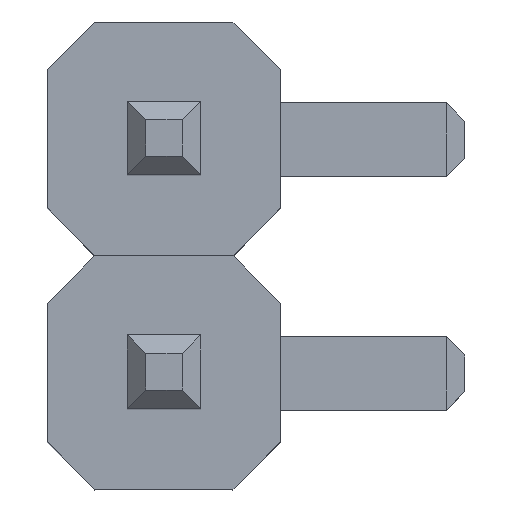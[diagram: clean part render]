
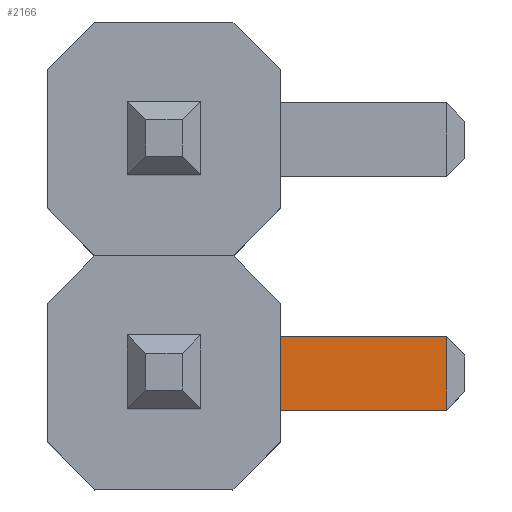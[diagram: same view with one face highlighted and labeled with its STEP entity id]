
A CAD part, top view. The second image highlights one B-rep face of the part: STEP entity #2166.
In plain terms, the highlighted planar face has unit normal (0, 0, 1).
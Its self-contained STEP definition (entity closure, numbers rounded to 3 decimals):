
#1331 = CYLINDRICAL_SURFACE('',#1332,0.5);
#1332 = AXIS2_PLACEMENT_3D('',#1333,#1334,#1335);
#1333 = CARTESIAN_POINT('',(0.9,-2.14,-1.04));
#1334 = DIRECTION('',(0.,-1.,0.));
#1335 = DIRECTION('',(-1.,0.,0.));
#1359 = PLANE('',#1360);
#1360 = AXIS2_PLACEMENT_3D('',#1361,#1362,#1363);
#1361 = CARTESIAN_POINT('',(0.,-2.14,-2.34));
#1362 = DIRECTION('',(0.,1.,0.));
#1363 = DIRECTION('',(0.,0.,1.));
#1625 = VERTEX_POINT('',#1626);
#1626 = CARTESIAN_POINT('',(0.9,-2.14,-1.54));
#1652 = EDGE_CURVE('',#1625,#1653,#1655,.T.);
#1653 = VERTEX_POINT('',#1654);
#1654 = CARTESIAN_POINT('',(0.9,-2.94,-1.54));
#1655 = SURFACE_CURVE('',#1656,(#1660,#1667),.PCURVE_S1.);
#1656 = LINE('',#1657,#1658);
#1657 = CARTESIAN_POINT('',(0.9,-2.14,-1.54));
#1658 = VECTOR('',#1659,1.);
#1659 = DIRECTION('',(0.,-1.,0.));
#1660 = PCURVE('',#1331,#1661);
#1661 = DEFINITIONAL_REPRESENTATION('',(#1662),#1666);
#1662 = LINE('',#1663,#1664);
#1663 = CARTESIAN_POINT('',(1.571,0.));
#1664 = VECTOR('',#1665,1.);
#1665 = DIRECTION('',(0.,1.));
#1666 = ( GEOMETRIC_REPRESENTATION_CONTEXT(2) 
PARAMETRIC_REPRESENTATION_CONTEXT() REPRESENTATION_CONTEXT('2D SPACE',''
  ) );
#1667 = PCURVE('',#1668,#1673);
#1668 = PLANE('',#1669);
#1669 = AXIS2_PLACEMENT_3D('',#1670,#1671,#1672);
#1670 = CARTESIAN_POINT('',(0.,-2.14,-1.54));
#1671 = DIRECTION('',(0.,0.,1.));
#1672 = DIRECTION('',(0.,-1.,0.));
#1673 = DEFINITIONAL_REPRESENTATION('',(#1674),#1678);
#1674 = LINE('',#1675,#1676);
#1675 = CARTESIAN_POINT('',(0.,0.9));
#1676 = VECTOR('',#1677,1.);
#1677 = DIRECTION('',(1.,0.));
#1678 = ( GEOMETRIC_REPRESENTATION_CONTEXT(2) 
PARAMETRIC_REPRESENTATION_CONTEXT() REPRESENTATION_CONTEXT('2D SPACE',''
  ) );
#1697 = PLANE('',#1698);
#1698 = AXIS2_PLACEMENT_3D('',#1699,#1700,#1701);
#1699 = CARTESIAN_POINT('',(0.,-2.94,-1.54));
#1700 = DIRECTION('',(0.,-1.,0.));
#1701 = DIRECTION('',(0.,0.,-1.));
#1806 = EDGE_CURVE('',#1625,#1807,#1809,.T.);
#1807 = VERTEX_POINT('',#1808);
#1808 = CARTESIAN_POINT('',(3.07,-2.14,-1.54));
#1809 = SURFACE_CURVE('',#1810,(#1814,#1821),.PCURVE_S1.);
#1810 = LINE('',#1811,#1812);
#1811 = CARTESIAN_POINT('',(0.,-2.14,-1.54));
#1812 = VECTOR('',#1813,1.);
#1813 = DIRECTION('',(1.,0.,0.));
#1814 = PCURVE('',#1359,#1815);
#1815 = DEFINITIONAL_REPRESENTATION('',(#1816),#1820);
#1816 = LINE('',#1817,#1818);
#1817 = CARTESIAN_POINT('',(0.8,0.));
#1818 = VECTOR('',#1819,1.);
#1819 = DIRECTION('',(0.,1.));
#1820 = ( GEOMETRIC_REPRESENTATION_CONTEXT(2) 
PARAMETRIC_REPRESENTATION_CONTEXT() REPRESENTATION_CONTEXT('2D SPACE',''
  ) );
#1821 = PCURVE('',#1668,#1822);
#1822 = DEFINITIONAL_REPRESENTATION('',(#1823),#1827);
#1823 = LINE('',#1824,#1825);
#1824 = CARTESIAN_POINT('',(-0.,0.));
#1825 = VECTOR('',#1826,1.);
#1826 = DIRECTION('',(0.,1.));
#1827 = ( GEOMETRIC_REPRESENTATION_CONTEXT(2) 
PARAMETRIC_REPRESENTATION_CONTEXT() REPRESENTATION_CONTEXT('2D SPACE',''
  ) );
#2166 = ADVANCED_FACE('',(#2167),#1668,.T.);
#2167 = FACE_BOUND('',#2168,.T.);
#2168 = EDGE_LOOP('',(#2169,#2170,#2171,#2194));
#2169 = ORIENTED_EDGE('',*,*,#1806,.F.);
#2170 = ORIENTED_EDGE('',*,*,#1652,.T.);
#2171 = ORIENTED_EDGE('',*,*,#2172,.T.);
#2172 = EDGE_CURVE('',#1653,#2173,#2175,.T.);
#2173 = VERTEX_POINT('',#2174);
#2174 = CARTESIAN_POINT('',(3.07,-2.94,-1.54));
#2175 = SURFACE_CURVE('',#2176,(#2180,#2187),.PCURVE_S1.);
#2176 = LINE('',#2177,#2178);
#2177 = CARTESIAN_POINT('',(0.,-2.94,-1.54));
#2178 = VECTOR('',#2179,1.);
#2179 = DIRECTION('',(1.,0.,0.));
#2180 = PCURVE('',#1668,#2181);
#2181 = DEFINITIONAL_REPRESENTATION('',(#2182),#2186);
#2182 = LINE('',#2183,#2184);
#2183 = CARTESIAN_POINT('',(0.8,0.));
#2184 = VECTOR('',#2185,1.);
#2185 = DIRECTION('',(0.,1.));
#2186 = ( GEOMETRIC_REPRESENTATION_CONTEXT(2) 
PARAMETRIC_REPRESENTATION_CONTEXT() REPRESENTATION_CONTEXT('2D SPACE',''
  ) );
#2187 = PCURVE('',#1697,#2188);
#2188 = DEFINITIONAL_REPRESENTATION('',(#2189),#2193);
#2189 = LINE('',#2190,#2191);
#2190 = CARTESIAN_POINT('',(0.,0.));
#2191 = VECTOR('',#2192,1.);
#2192 = DIRECTION('',(0.,1.));
#2193 = ( GEOMETRIC_REPRESENTATION_CONTEXT(2) 
PARAMETRIC_REPRESENTATION_CONTEXT() REPRESENTATION_CONTEXT('2D SPACE',''
  ) );
#2194 = ORIENTED_EDGE('',*,*,#2195,.F.);
#2195 = EDGE_CURVE('',#1807,#2173,#2196,.T.);
#2196 = SURFACE_CURVE('',#2197,(#2201,#2208),.PCURVE_S1.);
#2197 = LINE('',#2198,#2199);
#2198 = CARTESIAN_POINT('',(3.07,-2.14,-1.54));
#2199 = VECTOR('',#2200,1.);
#2200 = DIRECTION('',(0.,-1.,0.));
#2201 = PCURVE('',#1668,#2202);
#2202 = DEFINITIONAL_REPRESENTATION('',(#2203),#2207);
#2203 = LINE('',#2204,#2205);
#2204 = CARTESIAN_POINT('',(0.,3.07));
#2205 = VECTOR('',#2206,1.);
#2206 = DIRECTION('',(1.,0.));
#2207 = ( GEOMETRIC_REPRESENTATION_CONTEXT(2) 
PARAMETRIC_REPRESENTATION_CONTEXT() REPRESENTATION_CONTEXT('2D SPACE',''
  ) );
#2208 = PCURVE('',#2209,#2214);
#2209 = PLANE('',#2210);
#2210 = AXIS2_PLACEMENT_3D('',#2211,#2212,#2213);
#2211 = CARTESIAN_POINT('',(3.17,-2.14,-1.64));
#2212 = DIRECTION('',(-0.707,0.,-0.707
    ));
#2213 = DIRECTION('',(0.,1.,0.));
#2214 = DEFINITIONAL_REPRESENTATION('',(#2215),#2219);
#2215 = LINE('',#2216,#2217);
#2216 = CARTESIAN_POINT('',(0.,-0.141));
#2217 = VECTOR('',#2218,1.);
#2218 = DIRECTION('',(-1.,0.));
#2219 = ( GEOMETRIC_REPRESENTATION_CONTEXT(2) 
PARAMETRIC_REPRESENTATION_CONTEXT() REPRESENTATION_CONTEXT('2D SPACE',''
  ) );
